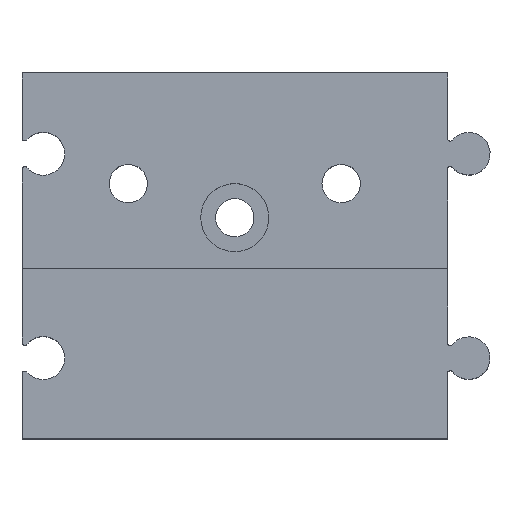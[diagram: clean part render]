
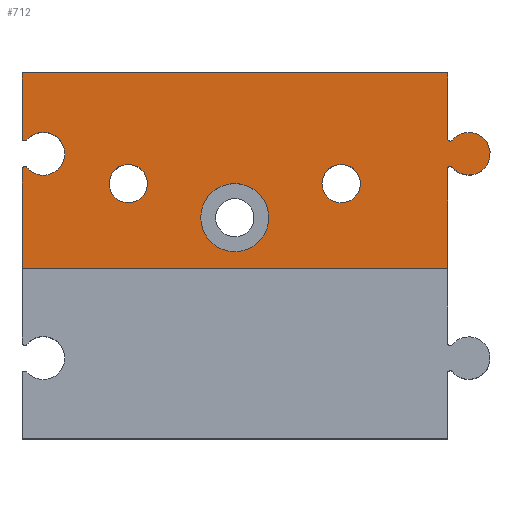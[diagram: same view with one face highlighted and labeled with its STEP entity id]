
A CAD part, top view. The second image highlights one B-rep face of the part: STEP entity #712.
In plain terms, the highlighted planar face has unit normal (0, 0, 1).
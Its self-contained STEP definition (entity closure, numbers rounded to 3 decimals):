
#71=PLANE('',#2627);
#269=LINE('',#3742,#488);
#277=LINE('',#3760,#496);
#281=LINE('',#3770,#500);
#282=LINE('',#3773,#501);
#283=LINE('',#3781,#502);
#284=LINE('',#3785,#503);
#285=LINE('',#3787,#504);
#286=LINE('',#3789,#505);
#287=LINE('',#3793,#506);
#288=LINE('',#3801,#507);
#488=VECTOR('',#2925,1.);
#496=VECTOR('',#2935,1.);
#500=VECTOR('',#2943,1.);
#501=VECTOR('',#2946,1.);
#502=VECTOR('',#2953,1.);
#503=VECTOR('',#2956,1.);
#504=VECTOR('',#2957,1.);
#505=VECTOR('',#2958,1.);
#506=VECTOR('',#2961,1.);
#507=VECTOR('',#2968,1.);
#712=ADVANCED_FACE('',(#933,#934,#935,#936),#71,.T.);
#933=FACE_BOUND('',#958,.T.);
#934=FACE_BOUND('',#959,.T.);
#935=FACE_BOUND('',#960,.T.);
#936=FACE_BOUND('',#961,.T.);
#958=EDGE_LOOP('',(#1133));
#959=EDGE_LOOP('',(#1134));
#960=EDGE_LOOP('',(#1135));
#961=EDGE_LOOP('',(#1136,#1137,#1138,#1139,#1140,#1141,#1142,#1143,#1144,
#1145,#1146,#1147,#1148,#1149,#1150,#1151,#1152,#1153,#1154,#1155));
#1133=ORIENTED_EDGE('',*,*,#2108,.F.);
#1134=ORIENTED_EDGE('',*,*,#2092,.F.);
#1135=ORIENTED_EDGE('',*,*,#2090,.F.);
#1136=ORIENTED_EDGE('',*,*,#2104,.F.);
#1137=ORIENTED_EDGE('',*,*,#2109,.T.);
#1138=ORIENTED_EDGE('',*,*,#2096,.F.);
#1139=ORIENTED_EDGE('',*,*,#2110,.F.);
#1140=ORIENTED_EDGE('',*,*,#2111,.F.);
#1141=ORIENTED_EDGE('',*,*,#2112,.F.);
#1142=ORIENTED_EDGE('',*,*,#2113,.F.);
#1143=ORIENTED_EDGE('',*,*,#2114,.F.);
#1144=ORIENTED_EDGE('',*,*,#2115,.F.);
#1145=ORIENTED_EDGE('',*,*,#2116,.F.);
#1146=ORIENTED_EDGE('',*,*,#2117,.F.);
#1147=ORIENTED_EDGE('',*,*,#2118,.F.);
#1148=ORIENTED_EDGE('',*,*,#2119,.F.);
#1149=ORIENTED_EDGE('',*,*,#2120,.F.);
#1150=ORIENTED_EDGE('',*,*,#2121,.F.);
#1151=ORIENTED_EDGE('',*,*,#2122,.F.);
#1152=ORIENTED_EDGE('',*,*,#2123,.F.);
#1153=ORIENTED_EDGE('',*,*,#2124,.F.);
#1154=ORIENTED_EDGE('',*,*,#2125,.F.);
#1155=ORIENTED_EDGE('',*,*,#2126,.F.);
#1859=VERTEX_POINT('',#3728);
#1861=VERTEX_POINT('',#3733);
#1865=VERTEX_POINT('',#3743);
#1866=VERTEX_POINT('',#3744);
#1873=VERTEX_POINT('',#3759);
#1874=VERTEX_POINT('',#3761);
#1877=VERTEX_POINT('',#3769);
#1878=VERTEX_POINT('',#3772);
#1879=VERTEX_POINT('',#3774);
#1880=VERTEX_POINT('',#3776);
#1881=VERTEX_POINT('',#3778);
#1882=VERTEX_POINT('',#3780);
#1883=VERTEX_POINT('',#3782);
#1884=VERTEX_POINT('',#3784);
#1885=VERTEX_POINT('',#3786);
#1886=VERTEX_POINT('',#3788);
#1887=VERTEX_POINT('',#3790);
#1888=VERTEX_POINT('',#3792);
#1889=VERTEX_POINT('',#3794);
#1890=VERTEX_POINT('',#3796);
#1891=VERTEX_POINT('',#3798);
#1892=VERTEX_POINT('',#3800);
#1893=VERTEX_POINT('',#3802);
#2090=EDGE_CURVE('',#1859,#1859,#2462,.T.);
#2092=EDGE_CURVE('',#1861,#1861,#2464,.T.);
#2096=EDGE_CURVE('',#1865,#1866,#269,.T.);
#2104=EDGE_CURVE('',#1873,#1874,#277,.T.);
#2108=EDGE_CURVE('',#1877,#1877,#2468,.T.);
#2109=EDGE_CURVE('',#1873,#1866,#281,.T.);
#2110=EDGE_CURVE('',#1878,#1865,#2469,.T.);
#2111=EDGE_CURVE('',#1879,#1878,#282,.T.);
#2112=EDGE_CURVE('',#1880,#1879,#2470,.T.);
#2113=EDGE_CURVE('',#1881,#1880,#2471,.T.);
#2114=EDGE_CURVE('',#1882,#1881,#2472,.T.);
#2115=EDGE_CURVE('',#1883,#1882,#283,.T.);
#2116=EDGE_CURVE('',#1884,#1883,#2473,.T.);
#2117=EDGE_CURVE('',#1885,#1884,#284,.T.);
#2118=EDGE_CURVE('',#1886,#1885,#285,.T.);
#2119=EDGE_CURVE('',#1887,#1886,#286,.T.);
#2120=EDGE_CURVE('',#1888,#1887,#2474,.T.);
#2121=EDGE_CURVE('',#1889,#1888,#287,.T.);
#2122=EDGE_CURVE('',#1890,#1889,#2475,.T.);
#2123=EDGE_CURVE('',#1891,#1890,#2476,.T.);
#2124=EDGE_CURVE('',#1892,#1891,#2477,.T.);
#2125=EDGE_CURVE('',#1893,#1892,#288,.T.);
#2126=EDGE_CURVE('',#1874,#1893,#2478,.T.);
#2462=CIRCLE('',#2605,2.25);
#2464=CIRCLE('',#2608,2.25);
#2468=CIRCLE('',#2616,4.);
#2469=CIRCLE('',#2617,0.25);
#2470=CIRCLE('',#2618,0.25);
#2471=CIRCLE('',#2619,2.5);
#2472=CIRCLE('',#2620,0.25);
#2473=CIRCLE('',#2621,0.25);
#2474=CIRCLE('',#2622,0.25);
#2475=CIRCLE('',#2623,0.25);
#2476=CIRCLE('',#2624,2.525);
#2477=CIRCLE('',#2625,0.25);
#2478=CIRCLE('',#2626,0.25);
#2605=AXIS2_PLACEMENT_3D('',#3727,#2907,#2908);
#2608=AXIS2_PLACEMENT_3D('',#3732,#2913,#2914);
#2616=AXIS2_PLACEMENT_3D('',#3768,#2941,#2942);
#2617=AXIS2_PLACEMENT_3D('',#3771,#2944,#2945);
#2618=AXIS2_PLACEMENT_3D('',#3775,#2947,#2948);
#2619=AXIS2_PLACEMENT_3D('',#3777,#2949,#2950);
#2620=AXIS2_PLACEMENT_3D('',#3779,#2951,#2952);
#2621=AXIS2_PLACEMENT_3D('',#3783,#2954,#2955);
#2622=AXIS2_PLACEMENT_3D('',#3791,#2959,#2960);
#2623=AXIS2_PLACEMENT_3D('',#3795,#2962,#2963);
#2624=AXIS2_PLACEMENT_3D('',#3797,#2964,#2965);
#2625=AXIS2_PLACEMENT_3D('',#3799,#2966,#2967);
#2626=AXIS2_PLACEMENT_3D('',#3803,#2969,#2970);
#2627=AXIS2_PLACEMENT_3D('',#3804,#2971,#2972);
#2907=DIRECTION('',(0.,0.,1.));
#2908=DIRECTION('',(1.,0.,0.));
#2913=DIRECTION('',(0.,0.,1.));
#2914=DIRECTION('',(1.,0.,0.));
#2925=DIRECTION('',(0.,-1.,0.));
#2935=DIRECTION('',(0.,1.,0.));
#2941=DIRECTION('',(0.,0.,1.));
#2942=DIRECTION('',(1.,0.,0.));
#2943=DIRECTION('',(1.,0.,0.));
#2944=DIRECTION('',(0.,0.,1.));
#2945=DIRECTION('',(1.,0.,0.));
#2946=DIRECTION('',(-1.,0.,0.));
#2947=DIRECTION('',(0.,0.,1.));
#2948=DIRECTION('',(1.,0.,0.));
#2949=DIRECTION('',(0.,0.,-1.));
#2950=DIRECTION('',(1.,0.,0.));
#2951=DIRECTION('',(0.,0.,1.));
#2952=DIRECTION('',(1.,0.,0.));
#2953=DIRECTION('',(1.,0.,0.));
#2954=DIRECTION('',(0.,0.,1.));
#2955=DIRECTION('',(1.,0.,0.));
#2956=DIRECTION('',(0.,-1.,0.));
#2957=DIRECTION('',(1.,0.,0.));
#2958=DIRECTION('',(0.,1.,0.));
#2959=DIRECTION('',(0.,0.,-1.));
#2960=DIRECTION('',(1.,0.,0.));
#2961=DIRECTION('',(-1.,0.,0.));
#2962=DIRECTION('',(0.,0.,-1.));
#2963=DIRECTION('',(1.,0.,0.));
#2964=DIRECTION('',(0.,0.,1.));
#2965=DIRECTION('',(1.,0.,0.));
#2966=DIRECTION('',(0.,0.,-1.));
#2967=DIRECTION('',(1.,0.,0.));
#2968=DIRECTION('',(1.,0.,0.));
#2969=DIRECTION('',(0.,0.,-1.));
#2970=DIRECTION('',(1.,0.,0.));
#2971=DIRECTION('',(0.,0.,1.));
#2972=DIRECTION('',(1.,0.,0.));
#3727=CARTESIAN_POINT('',(62.5,60.,12.));
#3728=CARTESIAN_POINT('',(64.75,60.,12.));
#3732=CARTESIAN_POINT('',(37.5,60.,12.));
#3733=CARTESIAN_POINT('',(39.75,60.,12.));
#3742=CARTESIAN_POINT('',(75.,61.75,12.));
#3743=CARTESIAN_POINT('',(75.,61.75,12.));
#3744=CARTESIAN_POINT('',(75.,50.,12.));
#3759=CARTESIAN_POINT('',(25.,50.,12.));
#3760=CARTESIAN_POINT('',(25.,41.275,12.));
#3761=CARTESIAN_POINT('',(25.,61.725,12.));
#3768=CARTESIAN_POINT('',(50.,56.,12.));
#3769=CARTESIAN_POINT('',(54.,56.,12.));
#3770=CARTESIAN_POINT('',(18.755,50.,12.));
#3771=CARTESIAN_POINT('',(75.25,61.75,12.));
#3772=CARTESIAN_POINT('',(75.25,62.,12.));
#3773=CARTESIAN_POINT('',(75.379,62.,12.));
#3774=CARTESIAN_POINT('',(75.379,62.,12.));
#3775=CARTESIAN_POINT('',(75.379,61.75,12.));
#3776=CARTESIAN_POINT('',(75.572,61.909,12.));
#3777=CARTESIAN_POINT('',(77.5,63.5,12.));
#3778=CARTESIAN_POINT('',(75.572,65.091,12.));
#3779=CARTESIAN_POINT('',(75.379,65.25,12.));
#3780=CARTESIAN_POINT('',(75.379,65.,12.));
#3781=CARTESIAN_POINT('',(75.25,65.,12.));
#3782=CARTESIAN_POINT('',(75.25,65.,12.));
#3783=CARTESIAN_POINT('',(75.25,65.25,12.));
#3784=CARTESIAN_POINT('',(75.,65.25,12.));
#3785=CARTESIAN_POINT('',(75.,73.,12.));
#3786=CARTESIAN_POINT('',(75.,73.,12.));
#3787=CARTESIAN_POINT('',(25.,73.,12.));
#3788=CARTESIAN_POINT('',(25.,73.,12.));
#3789=CARTESIAN_POINT('',(25.,65.275,12.));
#3790=CARTESIAN_POINT('',(25.,65.275,12.));
#3791=CARTESIAN_POINT('',(25.25,65.275,12.));
#3792=CARTESIAN_POINT('',(25.25,65.025,12.));
#3793=CARTESIAN_POINT('',(25.367,65.025,12.));
#3794=CARTESIAN_POINT('',(25.367,65.025,12.));
#3795=CARTESIAN_POINT('',(25.367,65.275,12.));
#3796=CARTESIAN_POINT('',(25.559,65.115,12.));
#3797=CARTESIAN_POINT('',(27.5,63.5,12.));
#3798=CARTESIAN_POINT('',(25.559,61.885,12.));
#3799=CARTESIAN_POINT('',(25.367,61.725,12.));
#3800=CARTESIAN_POINT('',(25.367,61.975,12.));
#3801=CARTESIAN_POINT('',(25.25,61.975,12.));
#3802=CARTESIAN_POINT('',(25.25,61.975,12.));
#3803=CARTESIAN_POINT('',(25.25,61.725,12.));
#3804=CARTESIAN_POINT('',(75.25,65.25,12.));
